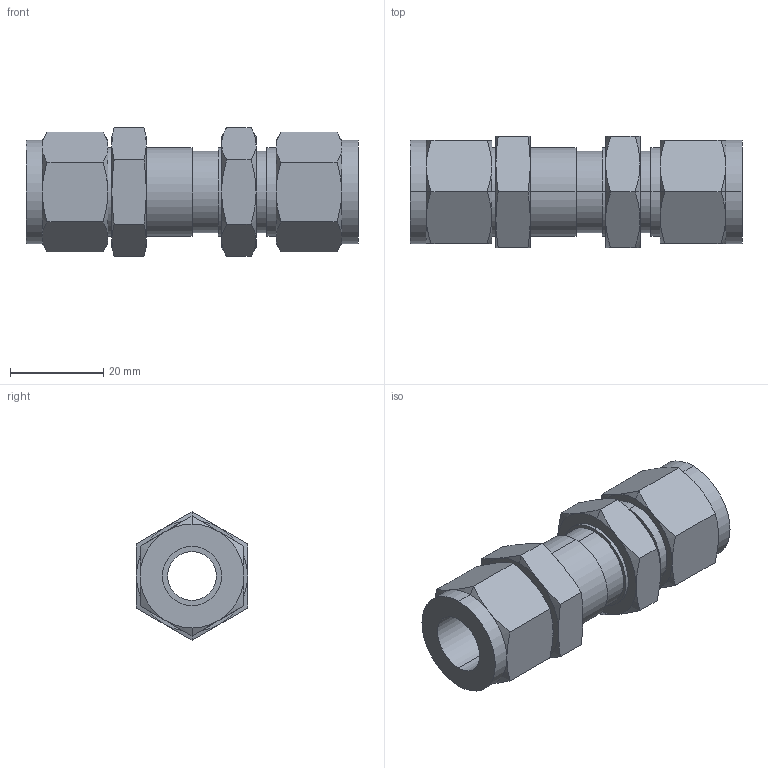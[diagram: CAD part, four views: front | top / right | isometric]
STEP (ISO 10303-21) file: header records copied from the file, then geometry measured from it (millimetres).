
FILE_DESCRIPTION (( 'STEP AP203' ), '1' );
FILE_NAME ('RizurLok-PG-1.2Ä(O)-1.2Ä(O).STEP', '2022-03-05T12:46:21', ( '' ), ( '' ), 'SwSTEP 2.0', 'SolidWorks 2020', '' );
FILE_SCHEMA (( 'CONFIG_CONTROL_DESIGN' ));
Length unit declared in the file: millimetre
Products named in the file (2): RizurLok-PG-1.2Ä(O)-1.2Ä(O)
Assembly tree (1 placements, depth 2):
  RizurLok-PG-1.2Ä(O)-1.2Ä(O)
    RizurLok-PG-1.2Ä(O)-1.2Ä(O)
Bounding box: 71.12 x 23.81 x 27.49 mm (x, y, z)
Volume: 19615.8 mm3; surface area: 9655.5 mm2
Topology: 1 solids, 1 shells, 323 faces, 820 edges, 524 vertices
Faces by surface type: plane 139, bspline 98, cone 64, cylinder 22
Entity records: 14410 total; most frequent: CARTESIAN_POINT 7225, ORIENTED_EDGE 1640, DIRECTION 1090, EDGE_CURVE 820, VERTEX_POINT 524, VECTOR 424, LINE 424, EDGE_LOOP 350
